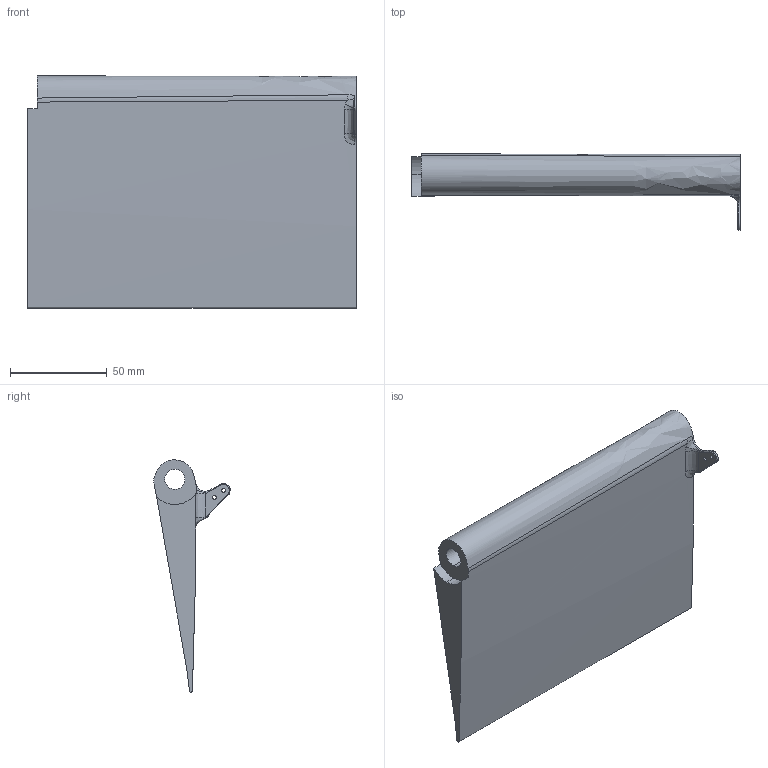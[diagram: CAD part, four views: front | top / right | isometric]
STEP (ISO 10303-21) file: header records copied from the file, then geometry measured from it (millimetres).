
FILE_DESCRIPTION (( 'STEP AP214' ), '1' );
FILE_NAME ('EXPLORA_VTOL_ELEVON_L1.STEP', '2022-10-24T08:52:50', ( '' ), ( '' ), 'SwSTEP 2.0', 'SolidWorks 2021', '' );
FILE_SCHEMA (( 'AUTOMOTIVE_DESIGN' ));
Length unit declared in the file: millimetre
Products named in the file (1): EXPLORA_VTOL_ELEVON_L1
Bounding box: 170 x 39.51 x 120.09 mm (x, y, z)
Volume: 233412.3 mm3; surface area: 51632.6 mm2
Topology: 1 solids, 1 shells, 32 faces, 81 edges, 51 vertices
Faces by surface type: cylinder 12, bspline 12, plane 6, torus 2
Entity records: 2500 total; most frequent: CARTESIAN_POINT 1777, ORIENTED_EDGE 162, DIRECTION 116, EDGE_CURVE 81, VERTEX_POINT 51, AXIS2_PLACEMENT_3D 50, EDGE_LOOP 38, B_SPLINE_CURVE_WITH_KNOTS 34
